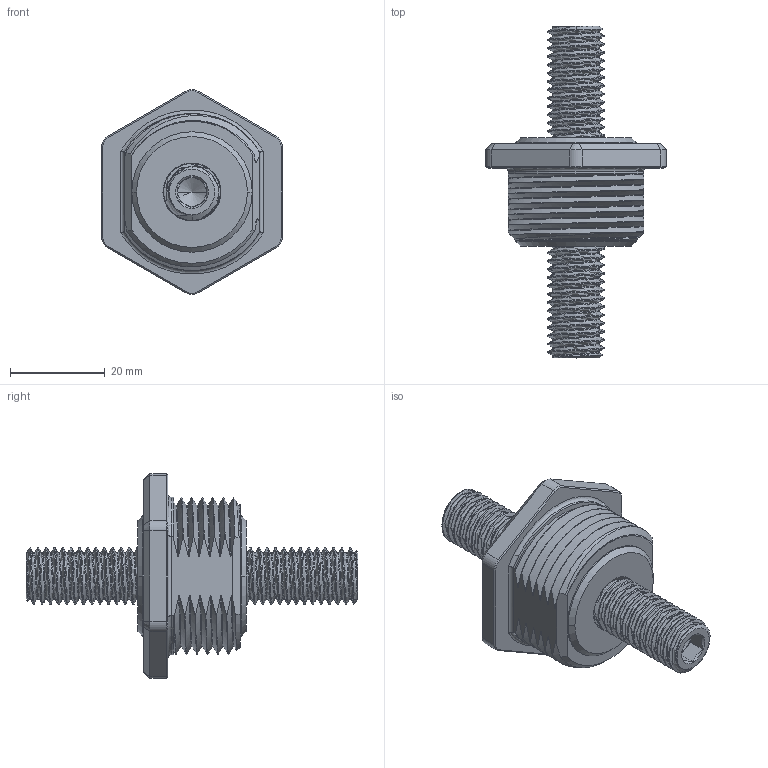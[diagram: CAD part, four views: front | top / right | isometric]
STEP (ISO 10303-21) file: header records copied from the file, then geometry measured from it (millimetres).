
FILE_DESCRIPTION((''),'2;1');
FILE_NAME('SC47-2012B-A001_NCF_SW0001','2019-12-04T11:05:46',('jwisneski'),(''),'CREO PARAMETRIC BY PTC INC, 2017110','CREO PARAMETRIC BY PTC INC, 2017110','');
FILE_SCHEMA(('CONFIG_CONTROL_DESIGN'));
Products named in the file (1): SC47-2012B-A001_NCF_SW0001
Bounding box: 38.1 x 70 x 43.21 mm (x, y, z)
Volume: 22604.7 mm3; surface area: 10002.4 mm2
Topology: 1 solids, 1 shells, 358 faces, 905 edges, 548 vertices
Faces by surface type: cylinder 134, plane 83, bspline 82, cone 51, torus 8
Entity records: 45269 total; most frequent: CARTESIAN_POINT 37622, ORIENTED_EDGE 1794, DIRECTION 1238, EDGE_CURVE 897, VERTEX_POINT 548, AXIS2_PLACEMENT_3D 441, B_SPLINE_CURVE_WITH_KNOTS 376, EDGE_LOOP 367
